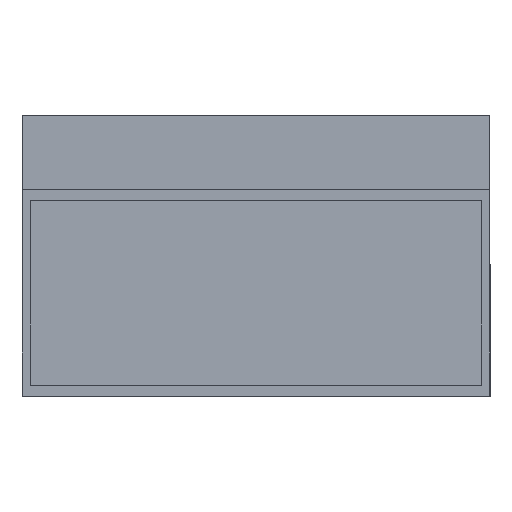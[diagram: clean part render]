
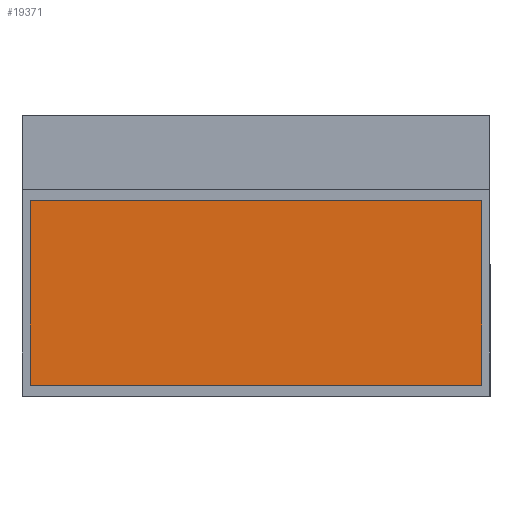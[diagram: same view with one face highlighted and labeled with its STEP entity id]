
A CAD part, front view. The second image highlights one B-rep face of the part: STEP entity #19371.
In plain terms, the highlighted planar face has unit normal (0, -1, 0).
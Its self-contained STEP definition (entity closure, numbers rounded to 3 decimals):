
#1793=FACE_OUTER_BOUND('',#2731,.T.);
#2731=EDGE_LOOP('',(#17625,#17626,#17627,#17628));
#4941=LINE('',#31854,#7191);
#4945=LINE('',#31862,#7195);
#4948=LINE('',#31868,#7198);
#4951=LINE('',#31873,#7201);
#7191=VECTOR('',#26188,10.);
#7195=VECTOR('',#26194,10.);
#7198=VECTOR('',#26199,10.);
#7201=VECTOR('',#26204,10.);
#9103=VERTEX_POINT('',#31852);
#9104=VERTEX_POINT('',#31853);
#9107=VERTEX_POINT('',#31861);
#9109=VERTEX_POINT('',#31867);
#11937=EDGE_CURVE('',#9103,#9104,#4941,.T.);
#11941=EDGE_CURVE('',#9107,#9103,#4945,.T.);
#11944=EDGE_CURVE('',#9109,#9107,#4948,.T.);
#11947=EDGE_CURVE('',#9104,#9109,#4951,.T.);
#17625=ORIENTED_EDGE('',*,*,#11937,.T.);
#17626=ORIENTED_EDGE('',*,*,#11947,.T.);
#17627=ORIENTED_EDGE('',*,*,#11944,.T.);
#17628=ORIENTED_EDGE('',*,*,#11941,.T.);
#18442=PLANE('',#20966);
#19371=ADVANCED_FACE('',(#1793),#18442,.T.);
#20966=AXIS2_PLACEMENT_3D('',#31900,#26228,#26229);
#26188=DIRECTION('',(-1.,0.,0.));
#26194=DIRECTION('',(0.,0.,1.));
#26199=DIRECTION('',(1.,0.,0.));
#26204=DIRECTION('',(0.,0.,-1.));
#26228=DIRECTION('center_axis',(0.,-1.,0.));
#26229=DIRECTION('ref_axis',(0.,0.,-1.));
#31852=CARTESIAN_POINT('',(725.3,-462.,177.));
#31853=CARTESIAN_POINT('',(-725.3,-462.,177.));
#31854=CARTESIAN_POINT('',(362.65,-462.,177.));
#31861=CARTESIAN_POINT('',(725.3,-462.,-415.));
#31862=CARTESIAN_POINT('',(725.3,-462.,-267.));
#31867=CARTESIAN_POINT('',(-725.3,-462.,-415.));
#31868=CARTESIAN_POINT('',(-362.65,-462.,-415.));
#31873=CARTESIAN_POINT('',(-725.3,-462.,29.));
#31900=CARTESIAN_POINT('Origin',(0.,-462.,-119.));
